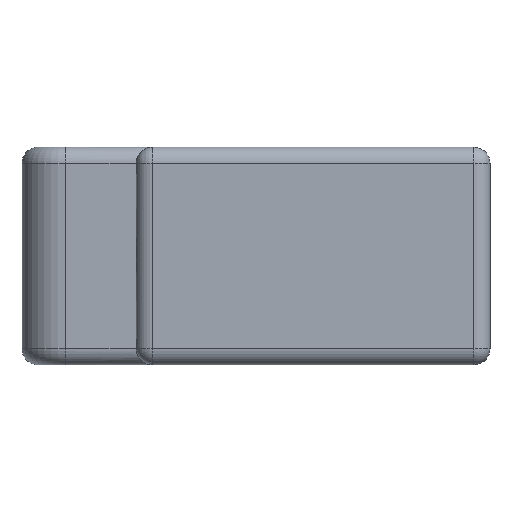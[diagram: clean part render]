
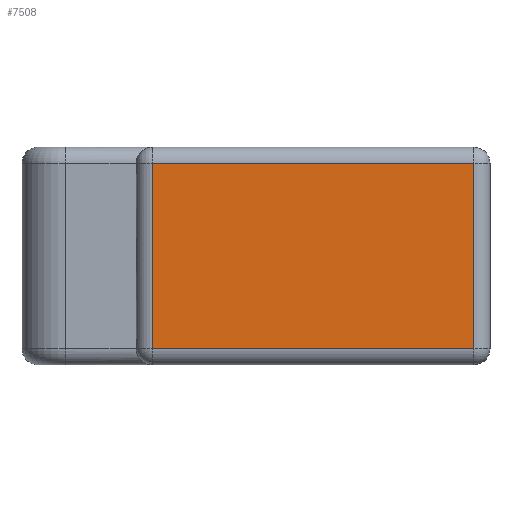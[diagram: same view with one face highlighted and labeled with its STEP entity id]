
A CAD part, left-side view. The second image highlights one B-rep face of the part: STEP entity #7508.
In plain terms, the highlighted planar face has unit normal (-1, 0, 0).
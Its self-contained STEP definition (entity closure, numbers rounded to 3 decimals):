
#19 = CARTESIAN_POINT ( 'NONE',  ( -30., -14.75, -8.5 ) ) ;
#122 = VERTEX_POINT ( 'NONE', #6093 ) ;
#228 = CARTESIAN_POINT ( 'NONE',  ( -30., -14.75, 10. ) ) ;
#557 = EDGE_CURVE ( 'NONE', #7778, #726, #1429, .T. ) ;
#584 = LINE ( 'NONE', #228, #3971 ) ;
#694 = CARTESIAN_POINT ( 'NONE',  ( -30., 14.75, 8.5 ) ) ;
#726 = VERTEX_POINT ( 'NONE', #2106 ) ;
#772 = VECTOR ( 'NONE', #4227, 1000. ) ;
#777 = AXIS2_PLACEMENT_3D ( 'NONE', #8765, #2652, #7437 ) ;
#1133 = EDGE_LOOP ( 'NONE', ( #5320, #4080, #7096, #1509 ) ) ;
#1300 = FACE_OUTER_BOUND ( 'NONE', #1133, .T. ) ;
#1429 = LINE ( 'NONE', #3706, #3221 ) ;
#1509 = ORIENTED_EDGE ( 'NONE', *, *, #4775, .T. ) ;
#2106 = CARTESIAN_POINT ( 'NONE',  ( -30., 14.75, -8.5 ) ) ;
#2652 = DIRECTION ( 'NONE',  ( 1., 0., 0. ) ) ;
#2670 = EDGE_CURVE ( 'NONE', #726, #2950, #5959, .T. ) ;
#2950 = VERTEX_POINT ( 'NONE', #19 ) ;
#3221 = VECTOR ( 'NONE', #4405, 1000. ) ;
#3600 = DIRECTION ( 'NONE',  ( 0., -1., 0. ) ) ;
#3706 = CARTESIAN_POINT ( 'NONE',  ( -30., 14.75, 10. ) ) ;
#3971 = VECTOR ( 'NONE', #6370, 1000. ) ;
#4080 = ORIENTED_EDGE ( 'NONE', *, *, #557, .T. ) ;
#4144 = VECTOR ( 'NONE', #3600, 1000. ) ;
#4227 = DIRECTION ( 'NONE',  ( 0., 1., 0. ) ) ;
#4405 = DIRECTION ( 'NONE',  ( 0., 0., -1. ) ) ;
#4775 = EDGE_CURVE ( 'NONE', #2950, #122, #584, .T. ) ;
#5320 = ORIENTED_EDGE ( 'NONE', *, *, #7291, .T. ) ;
#5959 = LINE ( 'NONE', #7718, #4144 ) ;
#6051 = PLANE ( 'NONE',  #777 ) ;
#6093 = CARTESIAN_POINT ( 'NONE',  ( -30., -14.75, 8.5 ) ) ;
#6370 = DIRECTION ( 'NONE',  ( 0., 0., 1. ) ) ;
#7096 = ORIENTED_EDGE ( 'NONE', *, *, #2670, .T. ) ;
#7291 = EDGE_CURVE ( 'NONE', #122, #7778, #7801, .T. ) ;
#7437 = DIRECTION ( 'NONE',  ( 0., 0., -1. ) ) ;
#7508 = ADVANCED_FACE ( 'NONE', ( #1300 ), #6051, .F. ) ;
#7652 = CARTESIAN_POINT ( 'NONE',  ( -30., 16.25, 8.5 ) ) ;
#7718 = CARTESIAN_POINT ( 'NONE',  ( -30., 16.25, -8.5 ) ) ;
#7778 = VERTEX_POINT ( 'NONE', #694 ) ;
#7801 = LINE ( 'NONE', #7652, #772 ) ;
#8765 = CARTESIAN_POINT ( 'NONE',  ( -30., 16.25, 10. ) ) ;
